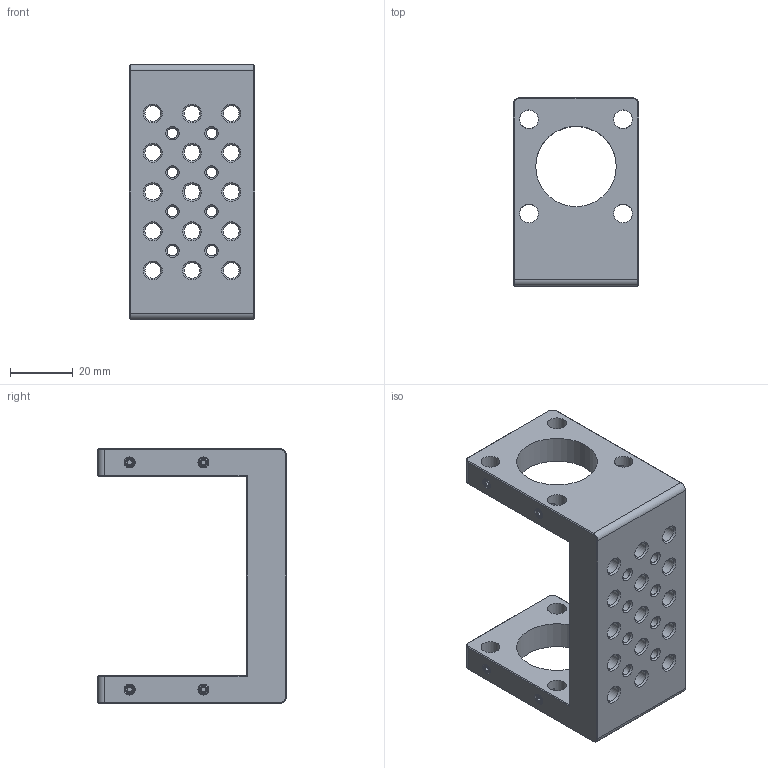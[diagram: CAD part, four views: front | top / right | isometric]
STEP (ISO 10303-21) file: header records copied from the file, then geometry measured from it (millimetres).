
FILE_DESCRIPTION (( 'STEP AP203' ), '1' );
FILE_NAME ('530151.STEP', '2025-05-07T04:00:46', ( 'Windows User' ), ( 'P R C' ), 'SwSTEP 2.0', 'SolidWorks 2020', '' );
FILE_SCHEMA (( 'CONFIG_CONTROL_DESIGN' ));
Length unit declared in the file: millimetre
Products named in the file (1): 530151
Bounding box: 40 x 60 x 81.28 mm (x, y, z)
Volume: 58768.7 mm3; surface area: 22565.2 mm2
Topology: 9 solids, 9 shells, 291 faces, 664 edges, 391 vertices
Faces by surface type: cone 138, plane 98, cylinder 55
Full cylindrical faces by diameter (mm): 2.5 x8, 3 x8, 3.3 x8, 5 x15, 6 x8, 25.65 x2
Entity records: 7621 total; most frequent: CARTESIAN_POINT 1782, DIRECTION 1234, ORIENTED_EDGE 948, AXIS2_PLACEMENT_3D 532, EDGE_LOOP 500, EDGE_CURVE 474, FACE_OUTER_BOUND 340, VERTEX_POINT 328
